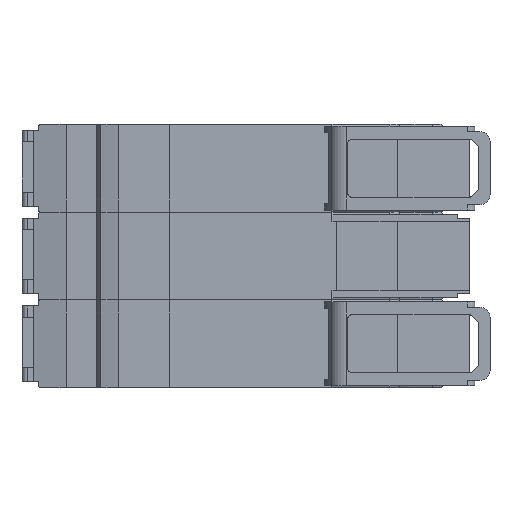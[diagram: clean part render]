
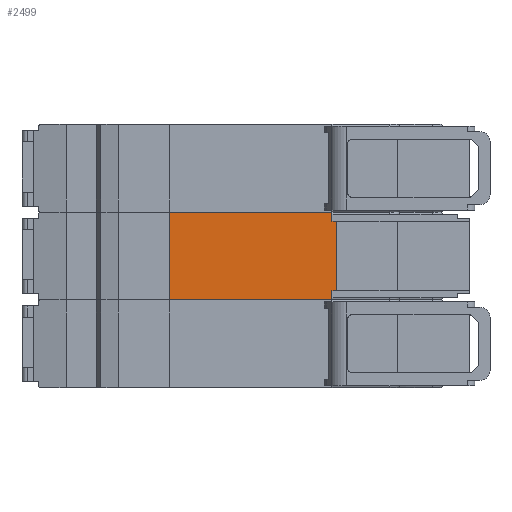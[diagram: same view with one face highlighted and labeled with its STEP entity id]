
A CAD part, front view. The second image highlights one B-rep face of the part: STEP entity #2499.
In plain terms, the highlighted planar face has unit normal (0, -1, 0).
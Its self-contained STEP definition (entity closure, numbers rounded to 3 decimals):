
#2499=ADVANCED_FACE('',(#7326),#5459,.T.);
#5459=PLANE('',#52695);
#7326=FACE_OUTER_BOUND('',#10183,.T.);
#10183=EDGE_LOOP('',(#23675,#23676,#23677,#23678,#23679,#23680,#23681,#23682));
#13436=LINE('',#71992,#18517);
#13447=LINE('',#72016,#18528);
#13469=LINE('',#72064,#18550);
#13471=LINE('',#72068,#18552);
#13472=LINE('',#72070,#18553);
#13473=LINE('',#72072,#18554);
#13474=LINE('',#72074,#18555);
#13475=LINE('',#72075,#18556);
#18517=VECTOR('',#57411,1.);
#18528=VECTOR('',#57426,1.);
#18550=VECTOR('',#57468,1.);
#18552=VECTOR('',#57472,1.);
#18553=VECTOR('',#57473,1.);
#18554=VECTOR('',#57474,1.);
#18555=VECTOR('',#57475,1.);
#18556=VECTOR('',#57476,1.);
#23675=ORIENTED_EDGE('',*,*,#43412,.F.);
#23676=ORIENTED_EDGE('',*,*,#43450,.T.);
#23677=ORIENTED_EDGE('',*,*,#43451,.T.);
#23678=ORIENTED_EDGE('',*,*,#43452,.T.);
#23679=ORIENTED_EDGE('',*,*,#43453,.T.);
#23680=ORIENTED_EDGE('',*,*,#43424,.T.);
#23681=ORIENTED_EDGE('',*,*,#43454,.T.);
#23682=ORIENTED_EDGE('',*,*,#43448,.F.);
#38617=VERTEX_POINT('',#71918);
#38645=VERTEX_POINT('',#71988);
#38656=VERTEX_POINT('',#72015);
#38657=VERTEX_POINT('',#72017);
#38673=VERTEX_POINT('',#72065);
#38674=VERTEX_POINT('',#72069);
#38675=VERTEX_POINT('',#72071);
#38676=VERTEX_POINT('',#72073);
#43412=EDGE_CURVE('',#38617,#38645,#13436,.T.);
#43424=EDGE_CURVE('',#38657,#38656,#13447,.T.);
#43448=EDGE_CURVE('',#38645,#38673,#13469,.T.);
#43450=EDGE_CURVE('',#38617,#38674,#13471,.T.);
#43451=EDGE_CURVE('',#38674,#38675,#13472,.T.);
#43452=EDGE_CURVE('',#38675,#38676,#13473,.T.);
#43453=EDGE_CURVE('',#38676,#38657,#13474,.T.);
#43454=EDGE_CURVE('',#38656,#38673,#13475,.T.);
#52695=AXIS2_PLACEMENT_3D('',#72076,#57477,#57478);
#57411=DIRECTION('',(-1.,0.,0.));
#57426=DIRECTION('',(0.,0.,1.));
#57468=DIRECTION('',(0.,0.,1.));
#57472=DIRECTION('',(0.,0.,1.));
#57473=DIRECTION('',(1.,0.,0.));
#57474=DIRECTION('',(0.,0.,1.));
#57475=DIRECTION('',(-1.,0.,0.));
#57476=DIRECTION('',(-1.,0.,0.));
#57477=DIRECTION('',(0.,-1.,0.));
#57478=DIRECTION('',(0.,0.,-1.));
#71918=CARTESIAN_POINT('',(30.5,-55.8,-35.));
#71988=CARTESIAN_POINT('',(-4.,-55.8,-35.));
#71992=CARTESIAN_POINT('',(-4.,-55.8,-35.));
#72015=CARTESIAN_POINT('',(30.5,-55.8,-17.5));
#72016=CARTESIAN_POINT('',(30.5,-55.8,-17.5));
#72017=CARTESIAN_POINT('',(30.5,-55.8,-19.3));
#72064=CARTESIAN_POINT('',(-4.,-55.8,-17.5));
#72065=CARTESIAN_POINT('',(-4.,-55.8,-17.5));
#72068=CARTESIAN_POINT('',(30.5,-55.8,-35.));
#72069=CARTESIAN_POINT('',(30.5,-55.8,-33.2));
#72070=CARTESIAN_POINT('',(-4.,-55.8,-33.2));
#72071=CARTESIAN_POINT('',(31.4,-55.8,-33.2));
#72072=CARTESIAN_POINT('',(31.4,-55.8,-33.2));
#72073=CARTESIAN_POINT('',(31.4,-55.8,-19.3));
#72074=CARTESIAN_POINT('',(30.95,-55.8,-19.3));
#72075=CARTESIAN_POINT('',(-4.,-55.8,-17.5));
#72076=CARTESIAN_POINT('',(-4.,-55.8,-17.5));
